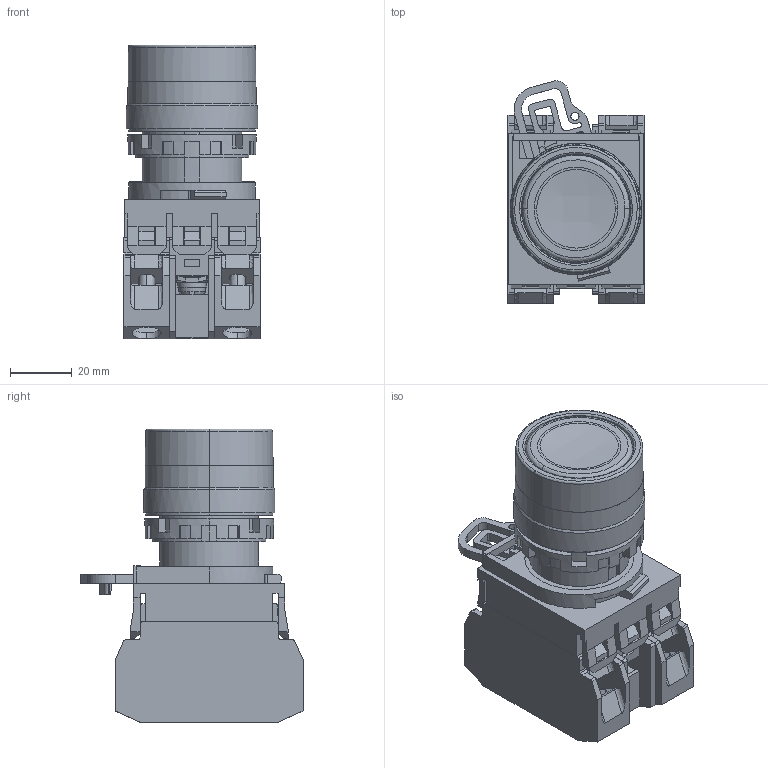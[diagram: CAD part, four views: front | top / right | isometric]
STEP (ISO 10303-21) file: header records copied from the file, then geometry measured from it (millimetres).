
FILE_DESCRIPTION(('FreeCAD Model'),'2;1');
FILE_NAME('Open CASCADE Shape Model','2025-05-09T15:32:52',('FreeCAD'),( 'FreeCAD'),'Open CASCADE STEP processor 7.6','FreeCAD','Unknown');
FILE_SCHEMA(('AUTOMOTIVE_DESIGN { 1 0 10303 214 1 1 1 1 }'));
Length unit declared in the file: millimetre
Products named in the file (1): Open CASCADE STEP translator 7.6 1
Bounding box: 44 x 71.83 x 95.04 mm (x, y, z)
Volume: 161871.8 mm3; surface area: 58417.2 mm2
Topology: 7 solids, 8 shells, 1055 faces, 2942 edges, 1900 vertices
Faces by surface type: bspline 1055
Entity records: 32167 total; most frequent: CARTESIAN_POINT 15256, ORIENTED_EDGE 5884, EDGE_CURVE 2942, B_SPLINE_CURVE_WITH_KNOTS 2175, VERTEX_POINT 1900, FACE_BOUND 1112, EDGE_LOOP 1112, ADVANCED_FACE 1055
